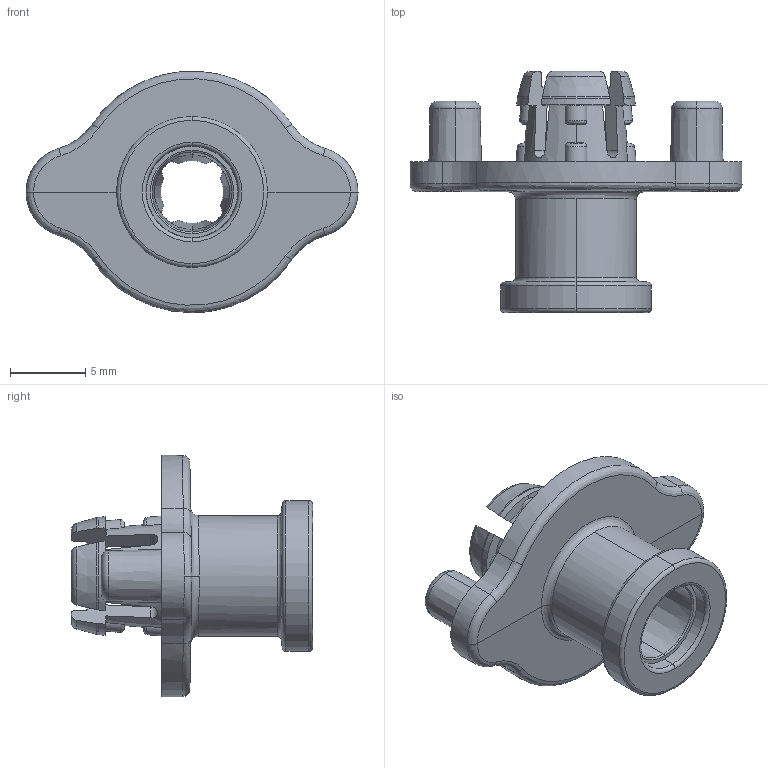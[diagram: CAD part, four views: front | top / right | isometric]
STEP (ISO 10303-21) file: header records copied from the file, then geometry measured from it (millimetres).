
FILE_DESCRIPTION (( 'STEP AP214' ), '1' );
FILE_NAME ('40219_TXP-Quick Rivet Connector.STEP', '2017-03-28T20:16:26', ( '' ), ( '' ), 'SwSTEP 2.0', 'SolidWorks 2016', '' );
FILE_SCHEMA (( 'AUTOMOTIVE_DESIGN' ));
Length unit declared in the file: millimetre
Products named in the file (2): 40219_TXP-Quick Rivet Connector
Bounding box: 22 x 15.98 x 16 mm (x, y, z)
Volume: 866.2 mm3; surface area: 1249.8 mm2
Topology: 1 solids, 1 shells, 159 faces, 421 edges, 267 vertices
Faces by surface type: cone 49, torus 46, cylinder 25, bspline 20, plane 19
Entity records: 7873 total; most frequent: CARTESIAN_POINT 2509, ORIENTED_EDGE 842, DIRECTION 668, EDGE_CURVE 421, AXIS2_PLACEMENT_3D 308, VERTEX_POINT 267, CIRCLE 167, EDGE_LOOP 164
